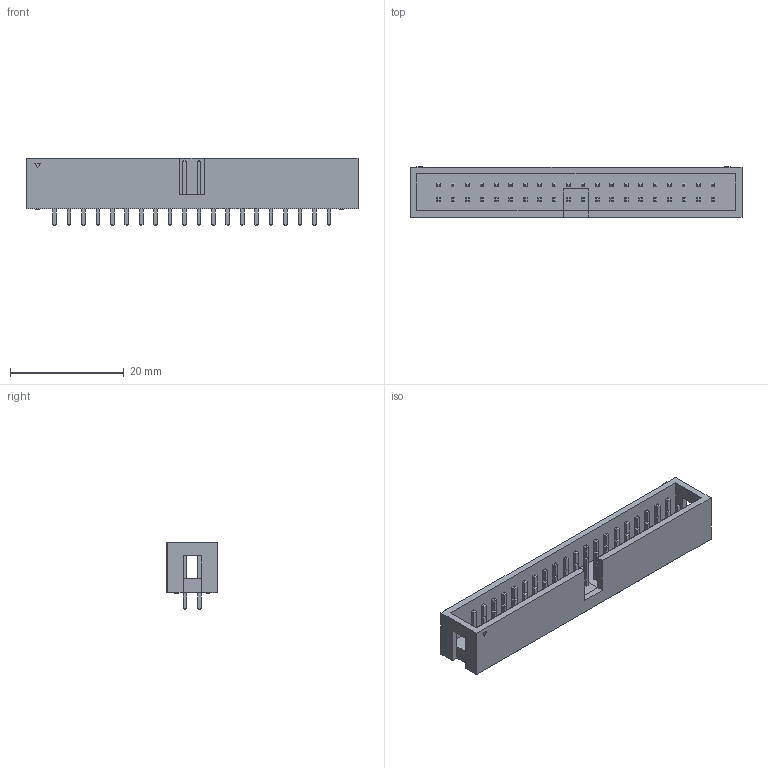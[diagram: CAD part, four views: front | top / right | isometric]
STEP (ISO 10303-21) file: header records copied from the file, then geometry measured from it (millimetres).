
FILE_DESCRIPTION(('FreeCAD Model'),'2;1');
FILE_NAME('ml_40_v.stp','2015-04-11T14:05:33',( 'FreeCAD'),('FreeCAD'),'Open CASCADE STEP processor 6.7','FreeCAD', 'Unknown');
FILE_SCHEMA(('AUTOMOTIVE_DESIGN_CC2 { 1 2 10303 214 -1 1 5 4 }'));
Length unit declared in the file: millimetre
Products named in the file (2): LinearPattern001; Array
Bounding box: 58.42 x 8.9 x 11.9 mm (x, y, z)
Volume: 2347.7 mm3; surface area: 4149.4 mm2
Topology: 41 solids, 41 shells, 768 faces, 1561 edges, 876 vertices
Faces by surface type: plane 764, cylinder 4
Full cylindrical faces by diameter (mm): 0.6 x4
Entity records: 39951 total; most frequent: CARTESIAN_POINT 6392, DIRECTION 6205, LINE 4651, VECTOR 4651, ORIENTED_EDGE 3122, PCURVE 3122, DEFINITIONAL_REPRESENTATION 3122, EDGE_CURVE 1561
